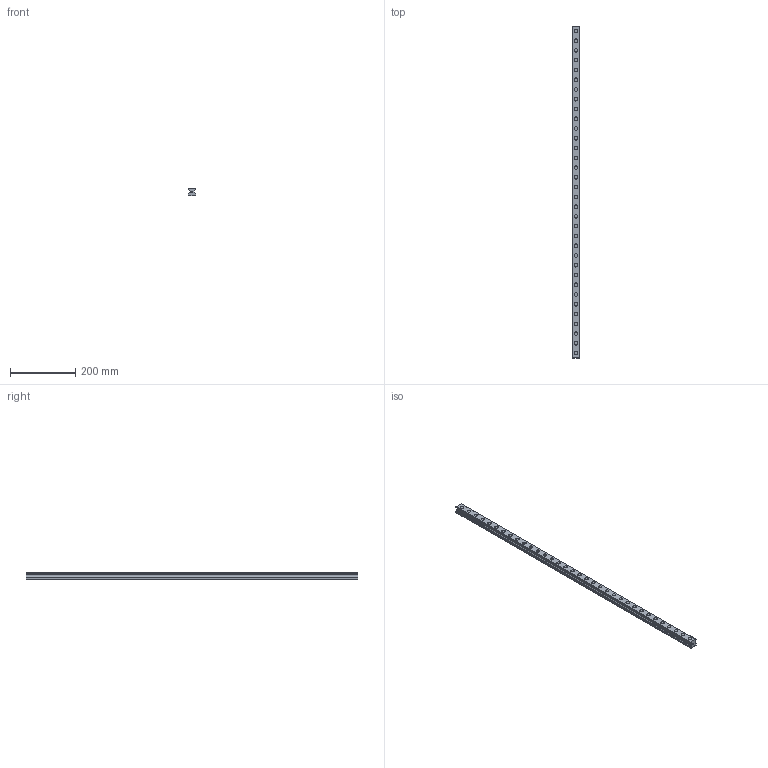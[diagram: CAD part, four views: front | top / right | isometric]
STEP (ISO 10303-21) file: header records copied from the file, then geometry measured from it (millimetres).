
FILE_DESCRIPTION(('STEP AP214'),'1');
FILE_NAME('cctmp_492E4153-32D9-430F-892F-93873C2961F0_2021_03_10_17_31_41_0625..stp','2021-03-10T16:31:41',('HIWIN GmbH'),('CADClick - www.CADClick.com'),'Spatial InterOp 3D',' ','unknown authorization');
FILE_SCHEMA(('AUTOMOTIVE_DESIGN'));
Length unit declared in the file: millimetre
Products named in the file (1): RGR25R1020H_FILE
Bounding box: 23 x 1020 x 23.6 mm (x, y, z)
Volume: 409038.4 mm3; surface area: 127161.6 mm2
Topology: 1 solids, 1 shells, 423 faces, 945 edges, 630 vertices
Faces by surface type: cylinder 222, plane 201
Entity records: 15331 total; most frequent: DIRECTION 2237, CARTESIAN_POINT 1999, ORIENTED_EDGE 1890, EDGE_CURVE 945, AXIS2_PLACEMENT_3D 868, VERTEX_POINT 630, EDGE_LOOP 529, LINE 501
